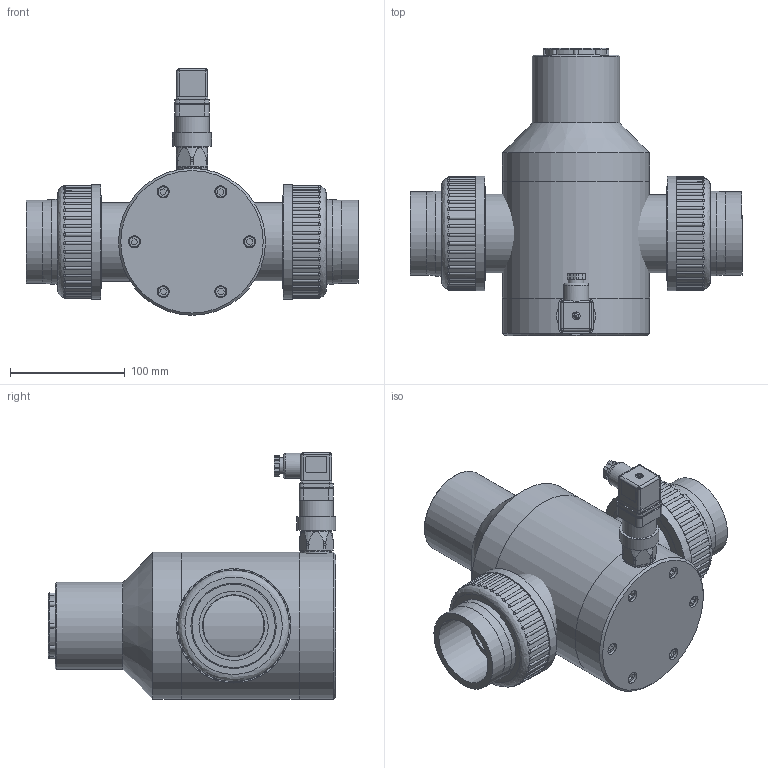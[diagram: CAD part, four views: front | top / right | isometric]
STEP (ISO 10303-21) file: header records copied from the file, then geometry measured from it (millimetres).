
FILE_DESCRIPTION (( 'STEP AP214' ), '1' );
FILE_NAME ('63-1162-0X-DIN.step', '2019-11-05T10:11:21', ( '' ), ( '' ), 'SwSTEP 2.0', 'SolidWorks 2020', '' );
FILE_SCHEMA (( 'AUTOMOTIVE_DESIGN' ));
Length unit declared in the file: millimetre
Products named in the file (16): Body detail_63mm or 2; 63mm Dust Cap; Small; 63; 63mm union stub; lower housing; housing top; 729511111_03; 63-1162-0X-DIN; NC; M6 x 30 socket cap screw; 729511111_01; screw; PVC Bonnet all size_63mm PVC-304; DIN NEW - 2; small 1
Assembly tree (23 placements, depth 3):
  63-1162-0X-DIN
    Body detail_63mm or 2
    PVC Bonnet all size_63mm PVC-304
    63mm union stub  x2
    729511111_01  x2
    729511111_03  x2
    63mm Dust Cap
    63
    M6 x 30 socket cap screw  x6
    DIN NEW - 2
      housing top
      lower housing
      NC
      Small
      small 1
      screw
Bounding box: 289.07 x 250.4 x 214.76 mm (x, y, z)
Volume: 3252415.8 mm3; surface area: 376714 mm2
Topology: 22 solids, 22 shells, 666 faces, 1761 edges, 1153 vertices
Faces by surface type: cylinder 297, plane 206, bspline 100, torus 38, cone 25
Full cylindrical faces by diameter (mm): 5.2 x1, 6 x6, 6.9 x2, 10 x7, 10.5 x7, 13.6 x1, 13.86 x1, 15.2 x1, 15.4 x1, 21.8 x1, 26.9 x1, 29.8 x1, 34 x1, 53 x2, 54 x2, 58 x2, 60.3 x2, 68.4 x2, 70 x2, 72.5 x2, 74 x2, 74.3 x2, 76 x1, 78.4 x4, 79.903 x2, 81.534 x2, 99.7 x2, 128 x3
Entity records: 21224 total; most frequent: CARTESIAN_POINT 10026, ORIENTED_EDGE 2118, DIRECTION 2067, EDGE_CURVE 1059, AXIS2_PLACEMENT_3D 844, VERTEX_POINT 720, EDGE_LOOP 545, FACE_OUTER_BOUND 495
